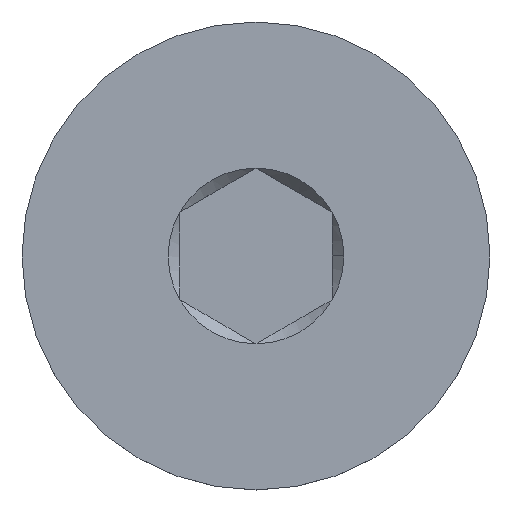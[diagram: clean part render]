
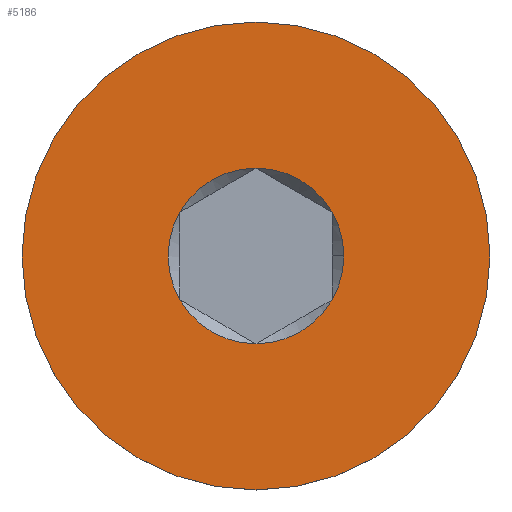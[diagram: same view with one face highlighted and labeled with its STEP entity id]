
A CAD part, top view. The second image highlights one B-rep face of the part: STEP entity #5186.
In plain terms, the highlighted planar face has unit normal (0, 0, 1).
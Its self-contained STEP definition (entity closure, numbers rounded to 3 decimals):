
#41 = CARTESIAN_POINT ( 'NONE',  ( 0.65, 0.375, 6. ) ) ;
#64 = DIRECTION ( 'NONE',  ( 1., 0., 0. ) ) ;
#175 = CIRCLE ( 'NONE', #1241, 0.751 ) ;
#425 = CIRCLE ( 'NONE', #3082, 0.751 ) ;
#451 = AXIS2_PLACEMENT_3D ( 'NONE', #4106, #4996, #1881 ) ;
#582 = CIRCLE ( 'NONE', #451, 2. ) ;
#670 = EDGE_CURVE ( 'NONE', #5231, #4899, #2406, .T. ) ;
#956 = ORIENTED_EDGE ( 'NONE', *, *, #4946, .F. ) ;
#1130 = CARTESIAN_POINT ( 'NONE',  ( 0., 0.751, 6. ) ) ;
#1131 = EDGE_CURVE ( 'NONE', #4899, #5231, #582, .T. ) ;
#1183 = DIRECTION ( 'NONE',  ( 0., 0., 1. ) ) ;
#1213 = ORIENTED_EDGE ( 'NONE', *, *, #2506, .F. ) ;
#1221 = DIRECTION ( 'NONE',  ( 1., 0., 0. ) ) ;
#1239 = CARTESIAN_POINT ( 'NONE',  ( 0., 0., 6. ) ) ;
#1241 = AXIS2_PLACEMENT_3D ( 'NONE', #4145, #2839, #4571 ) ;
#1309 = EDGE_CURVE ( 'NONE', #1893, #4993, #1927, .T. ) ;
#1354 = EDGE_LOOP ( 'NONE', ( #5192, #4798, #3711, #956, #3526, #1213, #2399 ) ) ;
#1411 = AXIS2_PLACEMENT_3D ( 'NONE', #4197, #3768, #5511 ) ;
#1539 = CARTESIAN_POINT ( 'NONE',  ( 0., 0., 6. ) ) ;
#1752 = AXIS2_PLACEMENT_3D ( 'NONE', #2637, #5292, #64 ) ;
#1793 = VERTEX_POINT ( 'NONE', #4792 ) ;
#1881 = DIRECTION ( 'NONE',  ( 0., 1., 0. ) ) ;
#1893 = VERTEX_POINT ( 'NONE', #4774 ) ;
#1927 = CIRCLE ( 'NONE', #1411, 0.751 ) ;
#1936 = CARTESIAN_POINT ( 'NONE',  ( 0., 2., 6. ) ) ;
#2081 = CARTESIAN_POINT ( 'NONE',  ( 0., 0., 6. ) ) ;
#2310 = VERTEX_POINT ( 'NONE', #4006 ) ;
#2364 = AXIS2_PLACEMENT_3D ( 'NONE', #1539, #5557, #2875 ) ;
#2399 = ORIENTED_EDGE ( 'NONE', *, *, #4633, .F. ) ;
#2406 = CIRCLE ( 'NONE', #2694, 2. ) ;
#2446 = VERTEX_POINT ( 'NONE', #4582 ) ;
#2449 = FACE_BOUND ( 'NONE', #1354, .T. ) ;
#2456 = DIRECTION ( 'NONE',  ( 0., 0., 1. ) ) ;
#2506 = EDGE_CURVE ( 'NONE', #2310, #1893, #5312, .T. ) ;
#2569 = CARTESIAN_POINT ( 'NONE',  ( 0., 0., 6. ) ) ;
#2590 = DIRECTION ( 'NONE',  ( 0., -1., 0. ) ) ;
#2637 = CARTESIAN_POINT ( 'NONE',  ( 0., 0., 6. ) ) ;
#2694 = AXIS2_PLACEMENT_3D ( 'NONE', #4711, #3846, #4293 ) ;
#2839 = DIRECTION ( 'NONE',  ( 0., 0., 1. ) ) ;
#2875 = DIRECTION ( 'NONE',  ( 1., 0., 0. ) ) ;
#2974 = CARTESIAN_POINT ( 'NONE',  ( 0., -2., 6. ) ) ;
#2999 = DIRECTION ( 'NONE',  ( 0., 0., 1. ) ) ;
#3001 = AXIS2_PLACEMENT_3D ( 'NONE', #2569, #3860, #1221 ) ;
#3003 = CIRCLE ( 'NONE', #1752, 0.751 ) ;
#3082 = AXIS2_PLACEMENT_3D ( 'NONE', #3676, #1183, #5543 ) ;
#3112 = VERTEX_POINT ( 'NONE', #41 ) ;
#3416 = AXIS2_PLACEMENT_3D ( 'NONE', #2081, #2456, #5613 ) ;
#3486 = EDGE_CURVE ( 'NONE', #3112, #4403, #175, .T. ) ;
#3526 = ORIENTED_EDGE ( 'NONE', *, *, #1309, .F. ) ;
#3569 = CIRCLE ( 'NONE', #3416, 0.751 ) ;
#3611 = AXIS2_PLACEMENT_3D ( 'NONE', #1239, #2999, #2590 ) ;
#3638 = CIRCLE ( 'NONE', #3001, 0.751 ) ;
#3676 = CARTESIAN_POINT ( 'NONE',  ( 0., 0., 6. ) ) ;
#3711 = ORIENTED_EDGE ( 'NONE', *, *, #5159, .F. ) ;
#3768 = DIRECTION ( 'NONE',  ( 0., 0., 1. ) ) ;
#3846 = DIRECTION ( 'NONE',  ( 0., 0., -1. ) ) ;
#3860 = DIRECTION ( 'NONE',  ( 0., 0., 1. ) ) ;
#3983 = ORIENTED_EDGE ( 'NONE', *, *, #1131, .F. ) ;
#4006 = CARTESIAN_POINT ( 'NONE',  ( -0.65, 0.375, 6. ) ) ;
#4090 = FACE_OUTER_BOUND ( 'NONE', #4527, .T. ) ;
#4106 = CARTESIAN_POINT ( 'NONE',  ( 0., 0., 6. ) ) ;
#4145 = CARTESIAN_POINT ( 'NONE',  ( 0., 0., 6. ) ) ;
#4197 = CARTESIAN_POINT ( 'NONE',  ( 0., 0., 6. ) ) ;
#4293 = DIRECTION ( 'NONE',  ( 0., 1., 0. ) ) ;
#4308 = ORIENTED_EDGE ( 'NONE', *, *, #670, .F. ) ;
#4331 = EDGE_CURVE ( 'NONE', #1793, #3112, #3003, .T. ) ;
#4403 = VERTEX_POINT ( 'NONE', #1130 ) ;
#4527 = EDGE_LOOP ( 'NONE', ( #3983, #4308 ) ) ;
#4571 = DIRECTION ( 'NONE',  ( 1., 0., 0. ) ) ;
#4582 = CARTESIAN_POINT ( 'NONE',  ( 0.65, -0.375, 6. ) ) ;
#4633 = EDGE_CURVE ( 'NONE', #4403, #2310, #3569, .T. ) ;
#4711 = CARTESIAN_POINT ( 'NONE',  ( 0., 0., 6. ) ) ;
#4744 = PLANE ( 'NONE',  #3611 ) ;
#4774 = CARTESIAN_POINT ( 'NONE',  ( -0.65, -0.375, 6. ) ) ;
#4792 = CARTESIAN_POINT ( 'NONE',  ( 0.751, 0., 6. ) ) ;
#4798 = ORIENTED_EDGE ( 'NONE', *, *, #4331, .F. ) ;
#4899 = VERTEX_POINT ( 'NONE', #1936 ) ;
#4946 = EDGE_CURVE ( 'NONE', #4993, #2446, #425, .T. ) ;
#4993 = VERTEX_POINT ( 'NONE', #5579 ) ;
#4996 = DIRECTION ( 'NONE',  ( 0., 0., -1. ) ) ;
#5159 = EDGE_CURVE ( 'NONE', #2446, #1793, #3638, .T. ) ;
#5186 = ADVANCED_FACE ( 'NONE', ( #2449, #4090 ), #4744, .T. ) ;
#5192 = ORIENTED_EDGE ( 'NONE', *, *, #3486, .F. ) ;
#5231 = VERTEX_POINT ( 'NONE', #2974 ) ;
#5292 = DIRECTION ( 'NONE',  ( 0., 0., 1. ) ) ;
#5312 = CIRCLE ( 'NONE', #2364, 0.751 ) ;
#5511 = DIRECTION ( 'NONE',  ( 1., 0., 0. ) ) ;
#5543 = DIRECTION ( 'NONE',  ( 1., 0., 0. ) ) ;
#5557 = DIRECTION ( 'NONE',  ( 0., 0., 1. ) ) ;
#5579 = CARTESIAN_POINT ( 'NONE',  ( 0., -0.751, 6. ) ) ;
#5613 = DIRECTION ( 'NONE',  ( 1., 0., 0. ) ) ;
